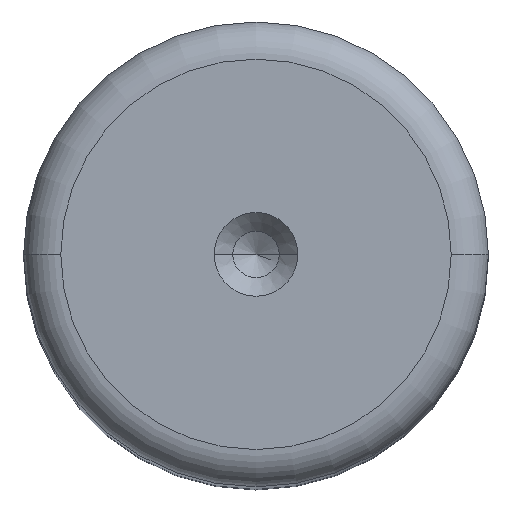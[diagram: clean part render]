
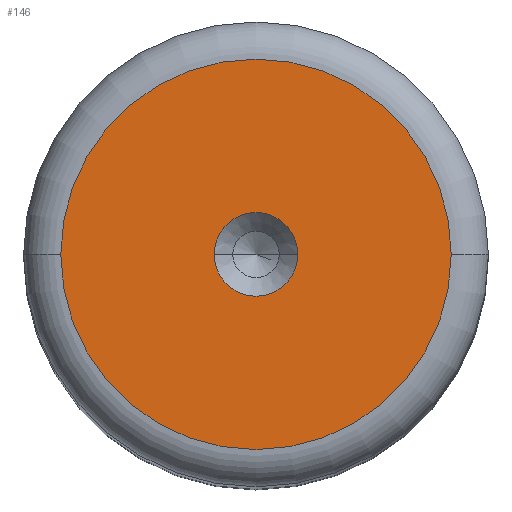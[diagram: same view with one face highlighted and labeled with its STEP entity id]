
A CAD part, top view. The second image highlights one B-rep face of the part: STEP entity #146.
In plain terms, the highlighted planar face has unit normal (0, 0, 1).
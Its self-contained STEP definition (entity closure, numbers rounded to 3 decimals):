
#56 = DIRECTION ( 'NONE',  ( 1., 0., 0. ) ) ;
#128 = DIRECTION ( 'NONE',  ( 1., 0., 0. ) ) ;
#146 = ADVANCED_FACE ( 'NONE', ( #1337, #1042 ), #981, .T. ) ;
#176 = CARTESIAN_POINT ( 'NONE',  ( -2.25, 0., 100. ) ) ;
#201 = EDGE_LOOP ( 'NONE', ( #1112, #944 ) ) ;
#241 = EDGE_CURVE ( 'NONE', #903, #1282, #686, .T. ) ;
#259 = DIRECTION ( 'NONE',  ( 0., 0., 1. ) ) ;
#318 = CARTESIAN_POINT ( 'NONE',  ( 10.5, 0., 100. ) ) ;
#358 = CIRCLE ( 'NONE', #524, 10.5 ) ;
#389 = CARTESIAN_POINT ( 'NONE',  ( 0., 0., 100. ) ) ;
#406 = DIRECTION ( 'NONE',  ( 1., 0., 0. ) ) ;
#412 = DIRECTION ( 'NONE',  ( 0., 0., 1. ) ) ;
#464 = EDGE_CURVE ( 'NONE', #926, #1494, #1274, .T. ) ;
#477 = AXIS2_PLACEMENT_3D ( 'NONE', #389, #259, #128 ) ;
#508 = CARTESIAN_POINT ( 'NONE',  ( 0., 0., 100. ) ) ;
#524 = AXIS2_PLACEMENT_3D ( 'NONE', #1555, #837, #56 ) ;
#530 = DIRECTION ( 'NONE',  ( 0., 0., 1. ) ) ;
#585 = AXIS2_PLACEMENT_3D ( 'NONE', #1043, #911, #879 ) ;
#668 = AXIS2_PLACEMENT_3D ( 'NONE', #508, #412, #406 ) ;
#684 = CARTESIAN_POINT ( 'NONE',  ( -10.5, 0., 100. ) ) ;
#686 = CIRCLE ( 'NONE', #668, 10.5 ) ;
#700 = EDGE_CURVE ( 'NONE', #1494, #926, #1248, .T. ) ;
#737 = ORIENTED_EDGE ( 'NONE', *, *, #241, .T. ) ;
#837 = DIRECTION ( 'NONE',  ( 0., 0., 1. ) ) ;
#879 = DIRECTION ( 'NONE',  ( 1., 0., 0. ) ) ;
#903 = VERTEX_POINT ( 'NONE', #318 ) ;
#911 = DIRECTION ( 'NONE',  ( 0., 0., 1. ) ) ;
#926 = VERTEX_POINT ( 'NONE', #1551 ) ;
#944 = ORIENTED_EDGE ( 'NONE', *, *, #700, .F. ) ;
#948 = EDGE_CURVE ( 'NONE', #1282, #903, #358, .T. ) ;
#981 = PLANE ( 'NONE',  #585 ) ;
#1042 = FACE_OUTER_BOUND ( 'NONE', #1322, .T. ) ;
#1043 = CARTESIAN_POINT ( 'NONE',  ( 0., 0., 100. ) ) ;
#1112 = ORIENTED_EDGE ( 'NONE', *, *, #464, .F. ) ;
#1248 = CIRCLE ( 'NONE', #1436, 2.25 ) ;
#1271 = CARTESIAN_POINT ( 'NONE',  ( 0., 0., 100. ) ) ;
#1274 = CIRCLE ( 'NONE', #477, 2.25 ) ;
#1282 = VERTEX_POINT ( 'NONE', #684 ) ;
#1305 = ORIENTED_EDGE ( 'NONE', *, *, #948, .T. ) ;
#1322 = EDGE_LOOP ( 'NONE', ( #737, #1305 ) ) ;
#1337 = FACE_BOUND ( 'NONE', #201, .T. ) ;
#1392 = DIRECTION ( 'NONE',  ( 1., 0., 0. ) ) ;
#1436 = AXIS2_PLACEMENT_3D ( 'NONE', #1271, #530, #1392 ) ;
#1494 = VERTEX_POINT ( 'NONE', #176 ) ;
#1551 = CARTESIAN_POINT ( 'NONE',  ( 2.25, 0., 100. ) ) ;
#1555 = CARTESIAN_POINT ( 'NONE',  ( 0., 0., 100. ) ) ;
